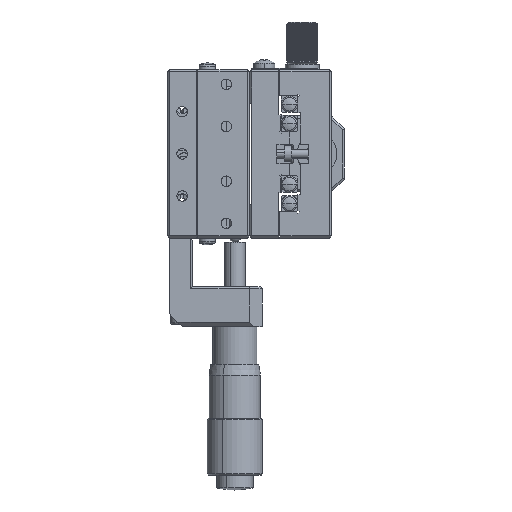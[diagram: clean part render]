
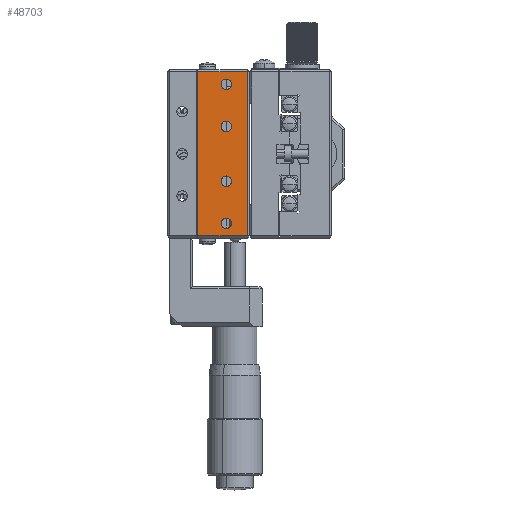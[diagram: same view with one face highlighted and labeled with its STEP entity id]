
A CAD part, front view. The second image highlights one B-rep face of the part: STEP entity #48703.
In plain terms, the highlighted planar face has unit normal (0, -1, 0).
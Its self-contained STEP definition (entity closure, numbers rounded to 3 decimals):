
#142 = CARTESIAN_POINT ( 'NONE',  ( -70.11, -8.681, 23.85 ) ) ;
#542 = ORIENTED_EDGE ( 'NONE', *, *, #13694, .F. ) ;
#867 = EDGE_CURVE ( 'NONE', #2394, #26832, #25711, .T. ) ;
#2394 = VERTEX_POINT ( 'NONE', #33430 ) ;
#2452 = VERTEX_POINT ( 'NONE', #38122 ) ;
#3034 = VERTEX_POINT ( 'NONE', #17905 ) ;
#3072 = VECTOR ( 'NONE', #44547, 1000. ) ;
#3176 = CARTESIAN_POINT ( 'NONE',  ( -76.91, -8.681, 49.1 ) ) ;
#3803 = CIRCLE ( 'NONE', #29730, 1.25 ) ;
#3933 = ORIENTED_EDGE ( 'NONE', *, *, #46297, .T. ) ;
#4500 = DIRECTION ( 'NONE',  ( 0., -1., 0. ) ) ;
#4703 = EDGE_CURVE ( 'NONE', #26832, #2394, #13845, .T. ) ;
#4888 = LINE ( 'NONE', #40499, #3072 ) ;
#5731 = VERTEX_POINT ( 'NONE', #17419 ) ;
#6496 = VERTEX_POINT ( 'NONE', #35879 ) ;
#7980 = CARTESIAN_POINT ( 'NONE',  ( -70.11, -8.681, 22.6 ) ) ;
#8588 = DIRECTION ( 'NONE',  ( 0., -1., 0. ) ) ;
#8771 = VECTOR ( 'NONE', #42148, 1000. ) ;
#9120 = VERTEX_POINT ( 'NONE', #43601 ) ;
#9597 = EDGE_CURVE ( 'NONE', #6496, #31468, #16503, .T. ) ;
#9813 = VERTEX_POINT ( 'NONE', #48447 ) ;
#10167 = EDGE_LOOP ( 'NONE', ( #45397, #542 ) ) ;
#10319 = DIRECTION ( 'NONE',  ( 0., -1., 0. ) ) ;
#10613 = ORIENTED_EDGE ( 'NONE', *, *, #23706, .T. ) ;
#11828 = ORIENTED_EDGE ( 'NONE', *, *, #31506, .T. ) ;
#13073 = AXIS2_PLACEMENT_3D ( 'NONE', #44724, #28773, #16516 ) ;
#13694 = EDGE_CURVE ( 'NONE', #21818, #9813, #32346, .T. ) ;
#13845 = CIRCLE ( 'NONE', #25924, 1.25 ) ;
#13903 = CIRCLE ( 'NONE', #25740, 1.25 ) ;
#14905 = LINE ( 'NONE', #3176, #15533 ) ;
#15533 = VECTOR ( 'NONE', #15762, 1000. ) ;
#15762 = DIRECTION ( 'NONE',  ( 0., 0., -1. ) ) ;
#16503 = CIRCLE ( 'NONE', #47651, 1.25 ) ;
#16516 = DIRECTION ( 'NONE',  ( 0., 0., -1. ) ) ;
#16580 = FACE_BOUND ( 'NONE', #23501, .T. ) ;
#16628 = EDGE_CURVE ( 'NONE', #9813, #21818, #3803, .T. ) ;
#16827 = CARTESIAN_POINT ( 'NONE',  ( -70.11, -8.681, 35.6 ) ) ;
#16840 = EDGE_CURVE ( 'NONE', #3034, #9120, #43288, .T. ) ;
#17419 = CARTESIAN_POINT ( 'NONE',  ( -70.11, -8.681, 11.35 ) ) ;
#17905 = CARTESIAN_POINT ( 'NONE',  ( -76.91, -8.681, 9.6 ) ) ;
#20603 = CARTESIAN_POINT ( 'NONE',  ( -76.91, -8.681, 48.6 ) ) ;
#20690 = DIRECTION ( 'NONE',  ( 0., -1., 0. ) ) ;
#20781 = DIRECTION ( 'NONE',  ( -1., 0., 0. ) ) ;
#21818 = VERTEX_POINT ( 'NONE', #40893 ) ;
#22365 = EDGE_LOOP ( 'NONE', ( #50660, #22401 ) ) ;
#22401 = ORIENTED_EDGE ( 'NONE', *, *, #37795, .F. ) ;
#22917 = AXIS2_PLACEMENT_3D ( 'NONE', #45883, #25908, #38126 ) ;
#23501 = EDGE_LOOP ( 'NONE', ( #26128, #37428 ) ) ;
#23513 = FACE_OUTER_BOUND ( 'NONE', #25074, .T. ) ;
#23706 = EDGE_CURVE ( 'NONE', #2452, #3034, #14905, .T. ) ;
#24724 = FACE_BOUND ( 'NONE', #22365, .T. ) ;
#25020 = DIRECTION ( 'NONE',  ( 0., 0., -1. ) ) ;
#25074 = EDGE_LOOP ( 'NONE', ( #11828, #3933, #10613, #49331 ) ) ;
#25711 = CIRCLE ( 'NONE', #27469, 1.25 ) ;
#25740 = AXIS2_PLACEMENT_3D ( 'NONE', #44669, #20690, #25020 ) ;
#25908 = DIRECTION ( 'NONE',  ( 0., 1., 0. ) ) ;
#25924 = AXIS2_PLACEMENT_3D ( 'NONE', #41304, #10319, #45366 ) ;
#26128 = ORIENTED_EDGE ( 'NONE', *, *, #867, .F. ) ;
#26184 = CARTESIAN_POINT ( 'NONE',  ( -76.91, -8.681, 9.6 ) ) ;
#26821 = VECTOR ( 'NONE', #20781, 1000. ) ;
#26832 = VERTEX_POINT ( 'NONE', #39874 ) ;
#27469 = AXIS2_PLACEMENT_3D ( 'NONE', #32617, #8588, #36603 ) ;
#28490 = FACE_BOUND ( 'NONE', #36892, .T. ) ;
#28736 = CIRCLE ( 'NONE', #13073, 1.25 ) ;
#28773 = DIRECTION ( 'NONE',  ( 0., -1., 0. ) ) ;
#29730 = AXIS2_PLACEMENT_3D ( 'NONE', #44518, #48562, #39960 ) ;
#29949 = AXIS2_PLACEMENT_3D ( 'NONE', #16827, #49092, #32607 ) ;
#30722 = CARTESIAN_POINT ( 'NONE',  ( -65.11, -8.681, 48.6 ) ) ;
#30991 = ORIENTED_EDGE ( 'NONE', *, *, #31582, .F. ) ;
#31468 = VERTEX_POINT ( 'NONE', #142 ) ;
#31506 = EDGE_CURVE ( 'NONE', #9120, #42925, #4888, .T. ) ;
#31582 = EDGE_CURVE ( 'NONE', #5731, #43236, #28736, .T. ) ;
#31723 = AXIS2_PLACEMENT_3D ( 'NONE', #7980, #4500, #36342 ) ;
#32346 = CIRCLE ( 'NONE', #29949, 1.25 ) ;
#32607 = DIRECTION ( 'NONE',  ( 0., 0., -1. ) ) ;
#32617 = CARTESIAN_POINT ( 'NONE',  ( -70.11, -8.681, 45.6 ) ) ;
#33430 = CARTESIAN_POINT ( 'NONE',  ( -70.11, -8.681, 44.35 ) ) ;
#35879 = CARTESIAN_POINT ( 'NONE',  ( -70.11, -8.681, 21.35 ) ) ;
#36342 = DIRECTION ( 'NONE',  ( 0., 0., -1. ) ) ;
#36603 = DIRECTION ( 'NONE',  ( 0., 0., -1. ) ) ;
#36892 = EDGE_LOOP ( 'NONE', ( #30991, #40896 ) ) ;
#37428 = ORIENTED_EDGE ( 'NONE', *, *, #4703, .F. ) ;
#37795 = EDGE_CURVE ( 'NONE', #31468, #6496, #49207, .T. ) ;
#38122 = CARTESIAN_POINT ( 'NONE',  ( -76.91, -8.681, 48.6 ) ) ;
#38126 = DIRECTION ( 'NONE',  ( 0., 0., 1. ) ) ;
#38612 = DIRECTION ( 'NONE',  ( 0., -1., 0. ) ) ;
#39874 = CARTESIAN_POINT ( 'NONE',  ( -70.11, -8.681, 46.85 ) ) ;
#39960 = DIRECTION ( 'NONE',  ( 0., 0., -1. ) ) ;
#40499 = CARTESIAN_POINT ( 'NONE',  ( -65.11, -8.681, 49.1 ) ) ;
#40893 = CARTESIAN_POINT ( 'NONE',  ( -70.11, -8.681, 36.85 ) ) ;
#40896 = ORIENTED_EDGE ( 'NONE', *, *, #43186, .F. ) ;
#41304 = CARTESIAN_POINT ( 'NONE',  ( -70.11, -8.681, 45.6 ) ) ;
#41451 = CARTESIAN_POINT ( 'NONE',  ( -70.11, -8.681, 13.85 ) ) ;
#41640 = PLANE ( 'NONE',  #22917 ) ;
#42148 = DIRECTION ( 'NONE',  ( 1., 0., 0. ) ) ;
#42666 = CARTESIAN_POINT ( 'NONE',  ( -70.11, -8.681, 22.6 ) ) ;
#42925 = VERTEX_POINT ( 'NONE', #30722 ) ;
#43186 = EDGE_CURVE ( 'NONE', #43236, #5731, #13903, .T. ) ;
#43236 = VERTEX_POINT ( 'NONE', #41451 ) ;
#43288 = LINE ( 'NONE', #26184, #8771 ) ;
#43601 = CARTESIAN_POINT ( 'NONE',  ( -65.11, -8.681, 9.6 ) ) ;
#44518 = CARTESIAN_POINT ( 'NONE',  ( -70.11, -8.681, 35.6 ) ) ;
#44547 = DIRECTION ( 'NONE',  ( 0., 0., 1. ) ) ;
#44669 = CARTESIAN_POINT ( 'NONE',  ( -70.11, -8.681, 12.6 ) ) ;
#44724 = CARTESIAN_POINT ( 'NONE',  ( -70.11, -8.681, 12.6 ) ) ;
#45366 = DIRECTION ( 'NONE',  ( 0., 0., -1. ) ) ;
#45397 = ORIENTED_EDGE ( 'NONE', *, *, #16628, .F. ) ;
#45883 = CARTESIAN_POINT ( 'NONE',  ( -76.91, -8.681, 49.1 ) ) ;
#46297 = EDGE_CURVE ( 'NONE', #42925, #2452, #48182, .T. ) ;
#46652 = FACE_BOUND ( 'NONE', #10167, .T. ) ;
#46876 = DIRECTION ( 'NONE',  ( 0., 0., -1. ) ) ;
#47651 = AXIS2_PLACEMENT_3D ( 'NONE', #42666, #38612, #46876 ) ;
#48182 = LINE ( 'NONE', #20603, #26821 ) ;
#48447 = CARTESIAN_POINT ( 'NONE',  ( -70.11, -8.681, 34.35 ) ) ;
#48562 = DIRECTION ( 'NONE',  ( 0., -1., 0. ) ) ;
#48703 = ADVANCED_FACE ( 'NONE', ( #16580, #46652, #24724, #28490, #23513 ), #41640, .F. ) ;
#49092 = DIRECTION ( 'NONE',  ( 0., -1., 0. ) ) ;
#49207 = CIRCLE ( 'NONE', #31723, 1.25 ) ;
#49331 = ORIENTED_EDGE ( 'NONE', *, *, #16840, .T. ) ;
#50660 = ORIENTED_EDGE ( 'NONE', *, *, #9597, .F. ) ;
